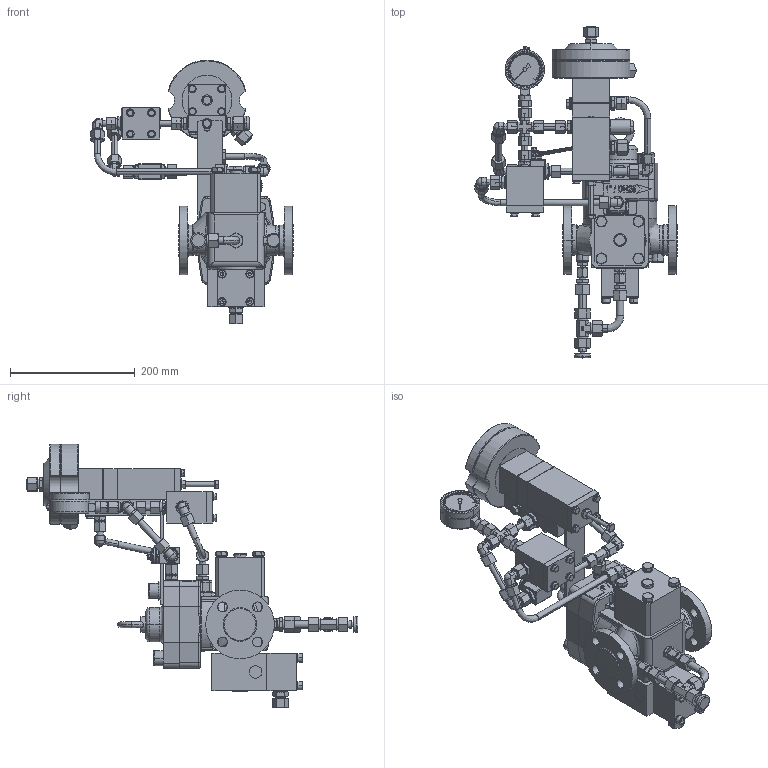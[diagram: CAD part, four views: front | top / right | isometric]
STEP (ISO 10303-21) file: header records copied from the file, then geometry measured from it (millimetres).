
FILE_DESCRIPTION (( 'STEP AP214' ), '1' );
FILE_NAME ('HON5020SSV_DN25_DN25_cl150_630-1_672_R_K11a.STEP', '2020-06-22T09:05:00', ( '' ), ( '' ), 'SwSTEP 2.0', 'SolidWorks 2017', '' );
FILE_SCHEMA (( 'AUTOMOTIVE_DESIGN' ));
Length unit declared in the file: millimetre
Products named in the file (1): HON5020SSV_DN25_DN25_cl150_630-1_672_R_K11a
Bounding box: 324.87 x 531.6 x 422.35 mm (x, y, z)
Volume: 5567795.6 mm3; surface area: 621417.1 mm2
Topology: 92 solids, 92 shells, 3758 faces, 8709 edges, 5312 vertices
Faces by surface type: plane 1456, cone 998, cylinder 775, bspline 526, torus 3
Entity records: 180341 total; most frequent: CARTESIAN_POINT 60084, ORIENTED_EDGE 17310, DIRECTION 15672, EDGE_CURVE 8655, AXIS2_PLACEMENT_3D 6248, VERTEX_POINT 5312, EDGE_LOOP 4017, ADVANCED_FACE 3758
